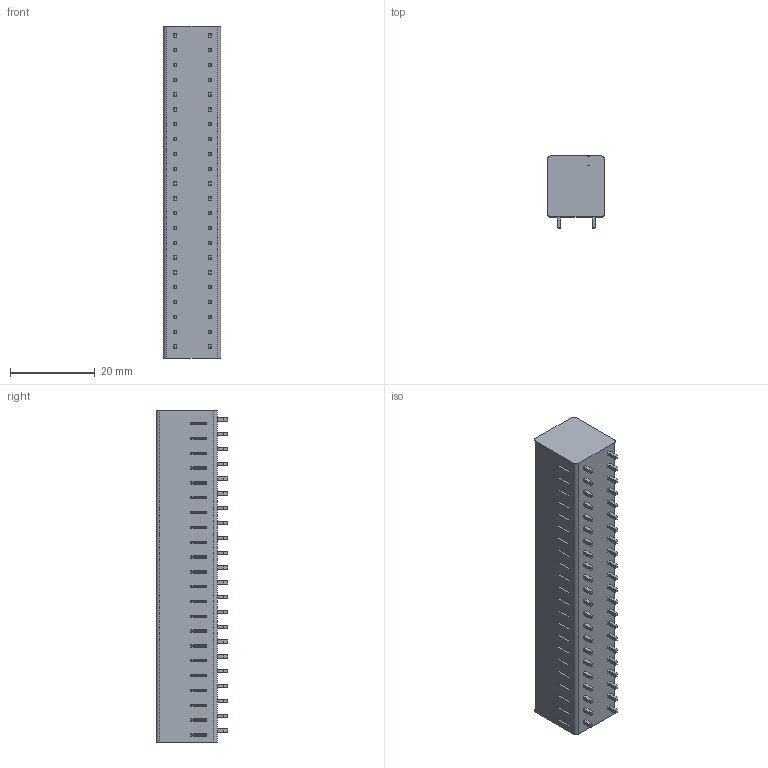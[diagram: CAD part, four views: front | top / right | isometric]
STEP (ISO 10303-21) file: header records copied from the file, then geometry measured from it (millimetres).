
FILE_DESCRIPTION((''),'2;1');
FILE_NAME('PRT0005','2024-09-24T',('sj'),(''),'PRO/ENGINEER BY PARAMETRIC TECHNOLOGY CORPORATION, 2013240','PRO/ENGINEER BY PARAMETRIC TECHNOLOGY CORPORATION, 2013240','');
FILE_SCHEMA(('AUTOMOTIVE_DESIGN_CC2 { 1 2 10303 214 -1 1 5 2 }'));
Length unit declared in the file: millimetre
Products named in the file (1): PRT0005
Bounding box: 13.5 x 16.9 x 78.4 mm (x, y, z)
Volume: 14594.3 mm3; surface area: 5877.9 mm2
Topology: 1 solids, 1 shells, 1500 faces, 3686 edges, 2342 vertices
Faces by surface type: plane 798, cylinder 464, bspline 128, torus 66, cone 44
Entity records: 49986 total; most frequent: CARTESIAN_POINT 15320, ORIENTED_EDGE 7372, DIRECTION 6836, EDGE_CURVE 3686, VERTEX_POINT 2342, AXIS2_PLACEMENT_3D 2300, VECTOR 2236, LINE 2236
